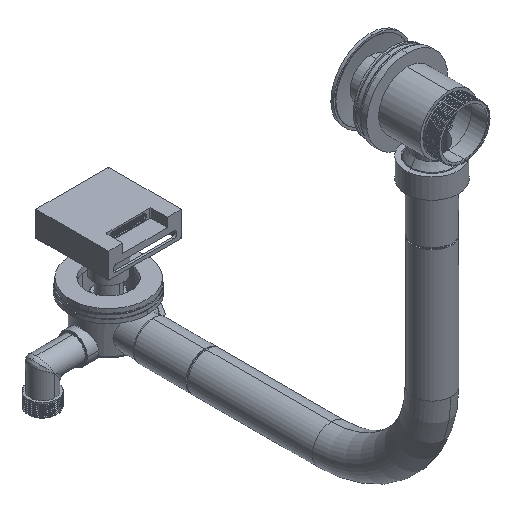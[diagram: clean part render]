
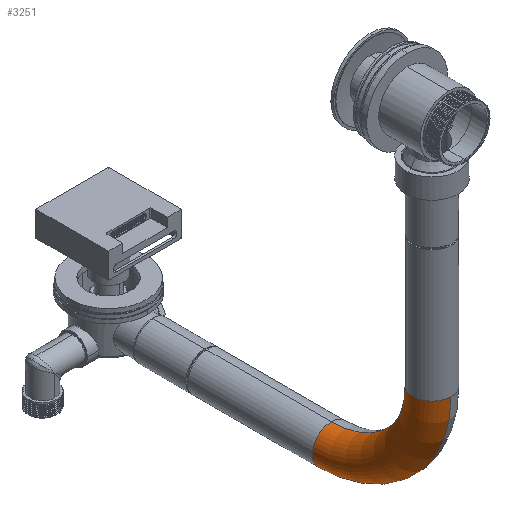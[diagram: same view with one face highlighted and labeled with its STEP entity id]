
A CAD part, isometric view. The second image highlights one B-rep face of the part: STEP entity #3251.
In plain terms, the highlighted toroidal (fillet/blend) face has major radius 90 mm and minor radius 17 mm.
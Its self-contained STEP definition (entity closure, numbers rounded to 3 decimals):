
#1773 = CARTESIAN_POINT ( 'NONE',  ( 0., 11.8, -210. ) ) ;
#2348 = CARTESIAN_POINT ( 'NONE',  ( 0., 28.8, -210. ) ) ;
#3251 = ADVANCED_FACE ( 'NONE', ( #51029 ), #6259, .T. ) ;
#3706 = ORIENTED_EDGE ( 'NONE', *, *, #29881, .F. ) ;
#4255 = ORIENTED_EDGE ( 'NONE', *, *, #23311, .F. ) ;
#5413 = CIRCLE ( 'NONE', #24691, 73. ) ;
#5902 = CARTESIAN_POINT ( 'NONE',  ( 0., 118.8, -210. ) ) ;
#6256 = CIRCLE ( 'NONE', #11502, 17. ) ;
#6259 = TOROIDAL_SURFACE ( 'NONE', #37003, 90., 17. ) ;
#7637 = VERTEX_POINT ( 'NONE', #32499 ) ;
#8162 = VERTEX_POINT ( 'NONE', #27339 ) ;
#8811 = ORIENTED_EDGE ( 'NONE', *, *, #41815, .T. ) ;
#9238 = CARTESIAN_POINT ( 'NONE',  ( 0., 118.8, -210. ) ) ;
#10323 = VERTEX_POINT ( 'NONE', #1773 ) ;
#11502 = AXIS2_PLACEMENT_3D ( 'NONE', #25010, #51120, #50834 ) ;
#14453 = EDGE_CURVE ( 'NONE', #10323, #45802, #34696, .T. ) ;
#15308 = DIRECTION ( 'NONE',  ( 0., -1., 0. ) ) ;
#16796 = DIRECTION ( 'NONE',  ( 0., 1., 0. ) ) ;
#18514 = DIRECTION ( 'NONE',  ( -1., 0., 0. ) ) ;
#19084 = DIRECTION ( 'NONE',  ( 0., 0., -1. ) ) ;
#19354 = DIRECTION ( 'NONE',  ( 0., -1., 0. ) ) ;
#23311 = EDGE_CURVE ( 'NONE', #7637, #8162, #32698, .T. ) ;
#23886 = AXIS2_PLACEMENT_3D ( 'NONE', #24487, #16796, #49813 ) ;
#23899 = AXIS2_PLACEMENT_3D ( 'NONE', #27660, #36506, #15308 ) ;
#24069 = EDGE_LOOP ( 'NONE', ( #4255, #40342, #33110, #8811, #3706 ) ) ;
#24487 = CARTESIAN_POINT ( 'NONE',  ( 0., 118.8, -300. ) ) ;
#24691 = AXIS2_PLACEMENT_3D ( 'NONE', #5902, #18514, #47972 ) ;
#25010 = CARTESIAN_POINT ( 'NONE',  ( 0., 28.8, -210. ) ) ;
#26522 = CIRCLE ( 'NONE', #23899, 107. ) ;
#27339 = CARTESIAN_POINT ( 'NONE',  ( 0., 118.8, -283. ) ) ;
#27660 = CARTESIAN_POINT ( 'NONE',  ( 0., 118.8, -210. ) ) ;
#29881 = EDGE_CURVE ( 'NONE', #8162, #36394, #5413, .T. ) ;
#30146 = DIRECTION ( 'NONE',  ( -1., 0., 0. ) ) ;
#30676 = EDGE_CURVE ( 'NONE', #7637, #10323, #26522, .T. ) ;
#32499 = CARTESIAN_POINT ( 'NONE',  ( 0., 118.8, -317. ) ) ;
#32698 = CIRCLE ( 'NONE', #23886, 17. ) ;
#33110 = ORIENTED_EDGE ( 'NONE', *, *, #14453, .T. ) ;
#34266 = DIRECTION ( 'NONE',  ( 0., 0., 1. ) ) ;
#34696 = CIRCLE ( 'NONE', #42616, 17. ) ;
#36394 = VERTEX_POINT ( 'NONE', #44244 ) ;
#36506 = DIRECTION ( 'NONE',  ( -1., 0., 0. ) ) ;
#37003 = AXIS2_PLACEMENT_3D ( 'NONE', #9238, #30146, #34266 ) ;
#40342 = ORIENTED_EDGE ( 'NONE', *, *, #30676, .T. ) ;
#41815 = EDGE_CURVE ( 'NONE', #45802, #36394, #6256, .T. ) ;
#42616 = AXIS2_PLACEMENT_3D ( 'NONE', #2348, #19084, #19354 ) ;
#44244 = CARTESIAN_POINT ( 'NONE',  ( 0., 45.8, -210. ) ) ;
#45802 = VERTEX_POINT ( 'NONE', #46425 ) ;
#46425 = CARTESIAN_POINT ( 'NONE',  ( -17., 28.8, -210. ) ) ;
#47972 = DIRECTION ( 'NONE',  ( 0., -1., 0. ) ) ;
#49813 = DIRECTION ( 'NONE',  ( 0., 0., -1. ) ) ;
#50834 = DIRECTION ( 'NONE',  ( 0., -1., 0. ) ) ;
#51029 = FACE_OUTER_BOUND ( 'NONE', #24069, .T. ) ;
#51120 = DIRECTION ( 'NONE',  ( 0., 0., -1. ) ) ;
